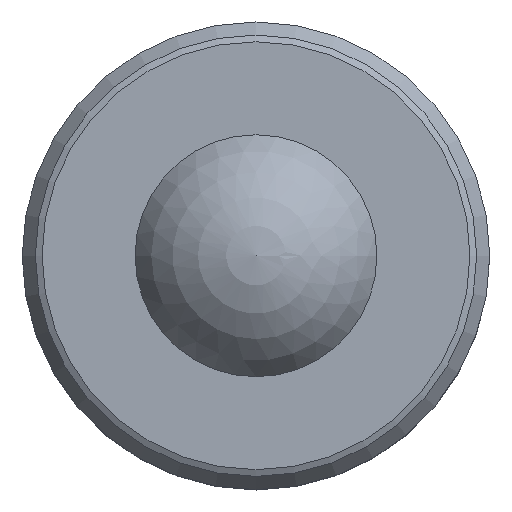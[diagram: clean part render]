
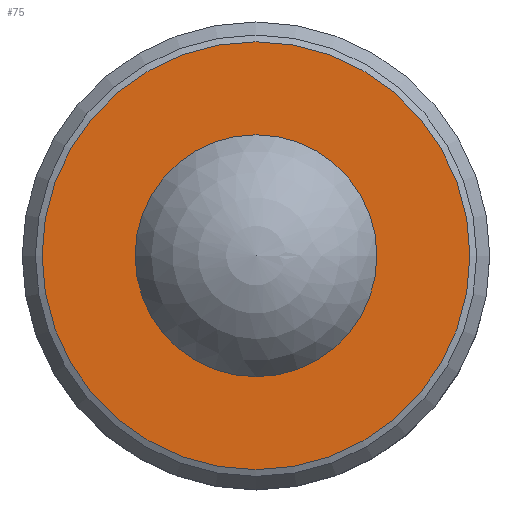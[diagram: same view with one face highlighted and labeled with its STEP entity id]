
A CAD part, top view. The second image highlights one B-rep face of the part: STEP entity #75.
In plain terms, the highlighted planar face has unit normal (0, 0, 1).
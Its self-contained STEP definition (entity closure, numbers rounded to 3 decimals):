
#75 = ADVANCED_FACE( '', ( #85, #86 ), #87, .F. );
#85 = FACE_OUTER_BOUND( '', #110, .T. );
#86 = FACE_BOUND( '', #111, .T. );
#87 = PLANE( '', #112 );
#110 = EDGE_LOOP( '', ( #135 ) );
#111 = EDGE_LOOP( '', ( #136 ) );
#112 = AXIS2_PLACEMENT_3D( '', #137, #138, #139 );
#135 = ORIENTED_EDGE( '', *, *, #178, .T. );
#136 = ORIENTED_EDGE( '', *, *, #179, .F. );
#137 = CARTESIAN_POINT( '', ( 0., 0., 19. ) );
#138 = DIRECTION( '', ( 0., 0., -1. ) );
#139 = DIRECTION( '', ( -1., 0., 0. ) );
#178 = EDGE_CURVE( '', #186, #186, #187, .F. );
#179 = EDGE_CURVE( '', #188, #188, #189, .F. );
#186 = VERTEX_POINT( '', #202 );
#187 = CIRCLE( '', #203, 15.1 );
#188 = VERTEX_POINT( '', #204 );
#189 = CIRCLE( '', #205, 8.537 );
#202 = CARTESIAN_POINT( '', ( -15.1, 0., 19. ) );
#203 = AXIS2_PLACEMENT_3D( '', #218, #219, #220 );
#204 = CARTESIAN_POINT( '', ( -8.537, 0., 19. ) );
#205 = AXIS2_PLACEMENT_3D( '', #221, #222, #223 );
#218 = CARTESIAN_POINT( '', ( 0., 0., 19. ) );
#219 = DIRECTION( '', ( 0., 0., -1. ) );
#220 = DIRECTION( '', ( -1., 0., 0. ) );
#221 = CARTESIAN_POINT( '', ( 0., 0., 19. ) );
#222 = DIRECTION( '', ( 0., 0., -1. ) );
#223 = DIRECTION( '', ( -1., 0., 0. ) );
